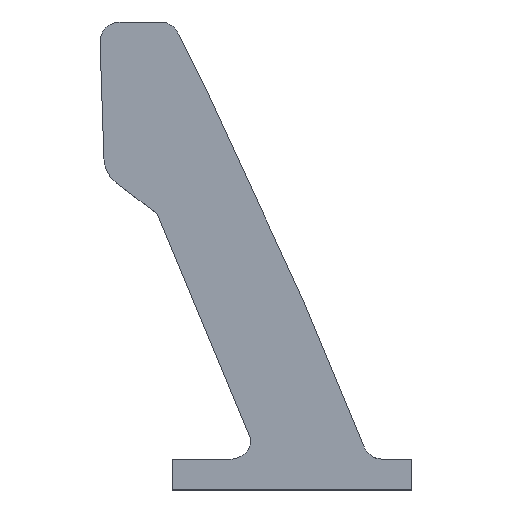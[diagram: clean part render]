
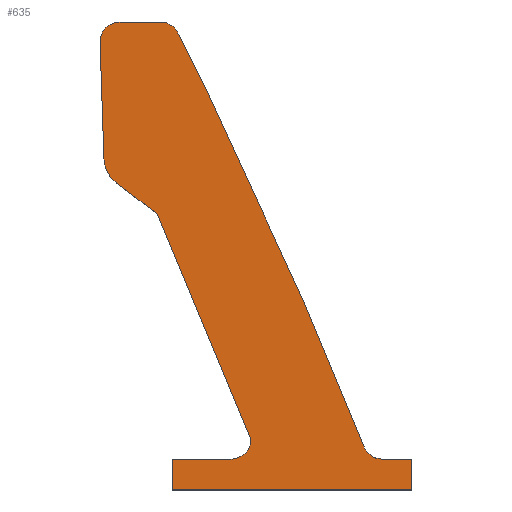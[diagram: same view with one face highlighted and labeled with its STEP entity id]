
A CAD part, top view. The second image highlights one B-rep face of the part: STEP entity #635.
In plain terms, the highlighted planar face has unit normal (0, 0, 1).
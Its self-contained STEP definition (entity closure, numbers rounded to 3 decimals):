
#7 = DIRECTION ( 'NONE',  ( 0., 0., -1. ) ) ;
#13 = DIRECTION ( 'NONE',  ( 0., 0., -1. ) ) ;
#18 = DIRECTION ( 'NONE',  ( -1., 0., 0. ) ) ;
#31 = DIRECTION ( 'NONE',  ( 0., 0., 1. ) ) ;
#37 = LINE ( 'NONE', #92, #534 ) ;
#39 = AXIS2_PLACEMENT_3D ( 'NONE', #74, #7, #265 ) ;
#45 = EDGE_CURVE ( 'NONE', #798, #394, #765, .T. ) ;
#74 = CARTESIAN_POINT ( 'NONE',  ( 8.517, -24.156, 20. ) ) ;
#75 = DIRECTION ( 'NONE',  ( 0.033, -0.999, 0. ) ) ;
#79 = LINE ( 'NONE', #274, #431 ) ;
#82 = ORIENTED_EDGE ( 'NONE', *, *, #193, .T. ) ;
#92 = CARTESIAN_POINT ( 'NONE',  ( 3.898, -26.072, 20. ) ) ;
#101 = CIRCLE ( 'NONE', #680, 5. ) ;
#105 = LINE ( 'NONE', #128, #322 ) ;
#111 = ORIENTED_EDGE ( 'NONE', *, *, #227, .T. ) ;
#128 = CARTESIAN_POINT ( 'NONE',  ( -44.098, -36.85, 20. ) ) ;
#136 = LINE ( 'NONE', #407, #186 ) ;
#141 = AXIS2_PLACEMENT_3D ( 'NONE', #555, #768, #295 ) ;
#146 = CARTESIAN_POINT ( 'NONE',  ( -44.098, -29.156, 20. ) ) ;
#152 = LINE ( 'NONE', #496, #724 ) ;
#155 = ORIENTED_EDGE ( 'NONE', *, *, #45, .T. ) ;
#157 = ORIENTED_EDGE ( 'NONE', *, *, #561, .T. ) ;
#160 = EDGE_CURVE ( 'NONE', #392, #328, #727, .T. ) ;
#165 = DIRECTION ( 'NONE',  ( -0.418, 0.908, 0. ) ) ;
#173 = ORIENTED_EDGE ( 'NONE', *, *, #501, .T. ) ;
#180 = CARTESIAN_POINT ( 'NONE',  ( -47.192, 75.382, 20. ) ) ;
#185 = VECTOR ( 'NONE', #862, 1000. ) ;
#186 = VECTOR ( 'NONE', #672, 1000. ) ;
#193 = EDGE_CURVE ( 'NONE', #621, #392, #105, .T. ) ;
#196 = DIRECTION ( 'NONE',  ( 1., 0., 0. ) ) ;
#202 = CARTESIAN_POINT ( 'NONE',  ( 15.902, -29.156, 20. ) ) ;
#205 = CARTESIAN_POINT ( 'NONE',  ( -58.148, 40.062, 20. ) ) ;
#225 = EDGE_CURVE ( 'NONE', #667, #798, #152, .T. ) ;
#227 = EDGE_CURVE ( 'NONE', #711, #536, #448, .T. ) ;
#229 = CARTESIAN_POINT ( 'NONE',  ( -47.878, 32.259, 20. ) ) ;
#234 = DIRECTION ( 'NONE',  ( -0.446, 0.895, 0. ) ) ;
#245 = CARTESIAN_POINT ( 'NONE',  ( 15.902, -36.85, 20. ) ) ;
#248 = AXIS2_PLACEMENT_3D ( 'NONE', #180, #454, #856 ) ;
#252 = VERTEX_POINT ( 'NONE', #427 ) ;
#256 = CARTESIAN_POINT ( 'NONE',  ( 15.902, -36.85, 20. ) ) ;
#257 = CARTESIAN_POINT ( 'NONE',  ( -47.192, 80.382, 20. ) ) ;
#259 = ORIENTED_EDGE ( 'NONE', *, *, #338, .T. ) ;
#264 = ORIENTED_EDGE ( 'NONE', *, *, #557, .T. ) ;
#265 = DIRECTION ( 'NONE',  ( -1., 0., 0. ) ) ;
#267 = CIRCLE ( 'NONE', #294, 7.96 ) ;
#268 = ORIENTED_EDGE ( 'NONE', *, *, #445, .T. ) ;
#271 = CARTESIAN_POINT ( 'NONE',  ( -11.341, 10.674, 20. ) ) ;
#272 = VERTEX_POINT ( 'NONE', #146 ) ;
#274 = CARTESIAN_POINT ( 'NONE',  ( -11.341, 10.674, 20. ) ) ;
#288 = DIRECTION ( 'NONE',  ( 1., 0., 0. ) ) ;
#293 = VECTOR ( 'NONE', #755, 1000. ) ;
#294 = AXIS2_PLACEMENT_3D ( 'NONE', #553, #31, #288 ) ;
#295 = DIRECTION ( 'NONE',  ( -1., 0., 0. ) ) ;
#304 = VECTOR ( 'NONE', #75, 1000. ) ;
#314 = ORIENTED_EDGE ( 'NONE', *, *, #688, .T. ) ;
#319 = LINE ( 'NONE', #851, #663 ) ;
#322 = VECTOR ( 'NONE', #196, 1000. ) ;
#328 = VERTEX_POINT ( 'NONE', #202 ) ;
#338 = EDGE_CURVE ( 'NONE', #272, #621, #319, .T. ) ;
#340 = CARTESIAN_POINT ( 'NONE',  ( -29.438, -29.156, 20. ) ) ;
#359 = ORIENTED_EDGE ( 'NONE', *, *, #674, .T. ) ;
#361 = CARTESIAN_POINT ( 'NONE',  ( -29.438, -29.156, 20. ) ) ;
#362 = VERTEX_POINT ( 'NONE', #476 ) ;
#372 = VERTEX_POINT ( 'NONE', #857 ) ;
#378 = LINE ( 'NONE', #586, #576 ) ;
#392 = VERTEX_POINT ( 'NONE', #245 ) ;
#394 = VERTEX_POINT ( 'NONE', #257 ) ;
#407 = CARTESIAN_POINT ( 'NONE',  ( -57.247, 80.382, 20. ) ) ;
#409 = DIRECTION ( 'NONE',  ( -1., 0., 0. ) ) ;
#412 = VERTEX_POINT ( 'NONE', #205 ) ;
#415 = AXIS2_PLACEMENT_3D ( 'NONE', #537, #13, #409 ) ;
#418 = EDGE_CURVE ( 'NONE', #372, #792, #691, .T. ) ;
#422 = ORIENTED_EDGE ( 'NONE', *, *, #225, .T. ) ;
#425 = VERTEX_POINT ( 'NONE', #479 ) ;
#427 = CARTESIAN_POINT ( 'NONE',  ( -62.247, 75.382, 20. ) ) ;
#431 = VECTOR ( 'NONE', #165, 1000. ) ;
#445 = EDGE_CURVE ( 'NONE', #536, #690, #513, .T. ) ;
#448 = LINE ( 'NONE', #573, #293 ) ;
#454 = DIRECTION ( 'NONE',  ( 0., 0., 1. ) ) ;
#476 = CARTESIAN_POINT ( 'NONE',  ( -57.247, 80.382, 20. ) ) ;
#479 = CARTESIAN_POINT ( 'NONE',  ( 8.517, -29.156, 20. ) ) ;
#483 = EDGE_CURVE ( 'NONE', #425, #772, #101, .T. ) ;
#485 = DIRECTION ( 'NONE',  ( 0., 0., 1. ) ) ;
#494 = VERTEX_POINT ( 'NONE', #271 ) ;
#496 = CARTESIAN_POINT ( 'NONE',  ( -42.717, 77.613, 20. ) ) ;
#499 = LINE ( 'NONE', #617, #805 ) ;
#501 = EDGE_CURVE ( 'NONE', #412, #711, #499, .T. ) ;
#513 = CIRCLE ( 'NONE', #415, 5. ) ;
#516 = CARTESIAN_POINT ( 'NONE',  ( -61.293, 46.4, 20. ) ) ;
#527 = EDGE_CURVE ( 'NONE', #792, #412, #267, .T. ) ;
#534 = VECTOR ( 'NONE', #766, 1000. ) ;
#536 = VERTEX_POINT ( 'NONE', #559 ) ;
#537 = CARTESIAN_POINT ( 'NONE',  ( -29.438, -24.156, 20. ) ) ;
#540 = ORIENTED_EDGE ( 'NONE', *, *, #160, .T. ) ;
#542 = ORIENTED_EDGE ( 'NONE', *, *, #418, .T. ) ;
#545 = EDGE_CURVE ( 'NONE', #362, #252, #593, .T. ) ;
#552 = AXIS2_PLACEMENT_3D ( 'NONE', #813, #485, #820 ) ;
#553 = CARTESIAN_POINT ( 'NONE',  ( -53.333, 46.4, 20. ) ) ;
#555 = CARTESIAN_POINT ( 'NONE',  ( -57.247, 75.382, 20. ) ) ;
#557 = EDGE_CURVE ( 'NONE', #690, #272, #751, .T. ) ;
#559 = CARTESIAN_POINT ( 'NONE',  ( -24.438, -24.156, 20. ) ) ;
#561 = EDGE_CURVE ( 'NONE', #394, #362, #136, .T. ) ;
#571 = ORIENTED_EDGE ( 'NONE', *, *, #750, .T. ) ;
#573 = CARTESIAN_POINT ( 'NONE',  ( -47.878, 32.259, 20. ) ) ;
#576 = VECTOR ( 'NONE', #868, 1000. ) ;
#586 = CARTESIAN_POINT ( 'NONE',  ( 15.902, -29.156, 20. ) ) ;
#593 = CIRCLE ( 'NONE', #552, 5. ) ;
#600 = CARTESIAN_POINT ( 'NONE',  ( -44.098, -36.85, 20. ) ) ;
#606 = FACE_OUTER_BOUND ( 'NONE', #758, .T. ) ;
#611 = PLANE ( 'NONE',  #39 ) ;
#617 = CARTESIAN_POINT ( 'NONE',  ( -58.148, 40.062, 20. ) ) ;
#621 = VERTEX_POINT ( 'NONE', #600 ) ;
#635 = ADVANCED_FACE ( 'NONE', ( #606 ), #611, .F. ) ;
#663 = VECTOR ( 'NONE', #733, 1000. ) ;
#664 = CIRCLE ( 'NONE', #141, 5. ) ;
#667 = VERTEX_POINT ( 'NONE', #679 ) ;
#672 = DIRECTION ( 'NONE',  ( -1., 0., 0. ) ) ;
#673 = CARTESIAN_POINT ( 'NONE',  ( -61.293, 46.4, 20. ) ) ;
#674 = EDGE_CURVE ( 'NONE', #494, #667, #79, .T. ) ;
#679 = CARTESIAN_POINT ( 'NONE',  ( -35.641, 63.423, 20. ) ) ;
#680 = AXIS2_PLACEMENT_3D ( 'NONE', #757, #696, #18 ) ;
#688 = EDGE_CURVE ( 'NONE', #252, #372, #664, .T. ) ;
#690 = VERTEX_POINT ( 'NONE', #361 ) ;
#691 = LINE ( 'NONE', #673, #304 ) ;
#696 = DIRECTION ( 'NONE',  ( 0., 0., -1. ) ) ;
#711 = VERTEX_POINT ( 'NONE', #229 ) ;
#715 = CARTESIAN_POINT ( 'NONE',  ( -42.717, 77.613, 20. ) ) ;
#724 = VECTOR ( 'NONE', #234, 1000. ) ;
#727 = LINE ( 'NONE', #256, #185 ) ;
#733 = DIRECTION ( 'NONE',  ( 0., -1., 0. ) ) ;
#734 = ORIENTED_EDGE ( 'NONE', *, *, #527, .T. ) ;
#750 = EDGE_CURVE ( 'NONE', #772, #494, #37, .T. ) ;
#751 = LINE ( 'NONE', #340, #767 ) ;
#755 = DIRECTION ( 'NONE',  ( 0.384, -0.923, 0. ) ) ;
#757 = CARTESIAN_POINT ( 'NONE',  ( 8.517, -24.156, 20. ) ) ;
#758 = EDGE_LOOP ( 'NONE', ( #422, #155, #157, #818, #314, #542, #734, #173, #111, #268, #264, #259, #82, #540, #828, #824, #571, #359 ) ) ;
#765 = CIRCLE ( 'NONE', #248, 5. ) ;
#766 = DIRECTION ( 'NONE',  ( -0.383, 0.924, 0. ) ) ;
#767 = VECTOR ( 'NONE', #804, 1000. ) ;
#768 = DIRECTION ( 'NONE',  ( 0., 0., 1. ) ) ;
#772 = VERTEX_POINT ( 'NONE', #799 ) ;
#789 = EDGE_CURVE ( 'NONE', #328, #425, #378, .T. ) ;
#792 = VERTEX_POINT ( 'NONE', #516 ) ;
#798 = VERTEX_POINT ( 'NONE', #715 ) ;
#799 = CARTESIAN_POINT ( 'NONE',  ( 3.898, -26.072, 20. ) ) ;
#804 = DIRECTION ( 'NONE',  ( -1., 0., 0. ) ) ;
#805 = VECTOR ( 'NONE', #822, 1000. ) ;
#813 = CARTESIAN_POINT ( 'NONE',  ( -57.247, 75.382, 20. ) ) ;
#818 = ORIENTED_EDGE ( 'NONE', *, *, #545, .T. ) ;
#820 = DIRECTION ( 'NONE',  ( -1., 0., 0. ) ) ;
#822 = DIRECTION ( 'NONE',  ( 0.796, -0.605, 0. ) ) ;
#824 = ORIENTED_EDGE ( 'NONE', *, *, #483, .T. ) ;
#828 = ORIENTED_EDGE ( 'NONE', *, *, #789, .T. ) ;
#851 = CARTESIAN_POINT ( 'NONE',  ( -44.098, -29.156, 20. ) ) ;
#856 = DIRECTION ( 'NONE',  ( -1., 0., 0. ) ) ;
#857 = CARTESIAN_POINT ( 'NONE',  ( -62.245, 75.217, 20. ) ) ;
#862 = DIRECTION ( 'NONE',  ( 0., 1., 0. ) ) ;
#868 = DIRECTION ( 'NONE',  ( -1., 0., 0. ) ) ;
